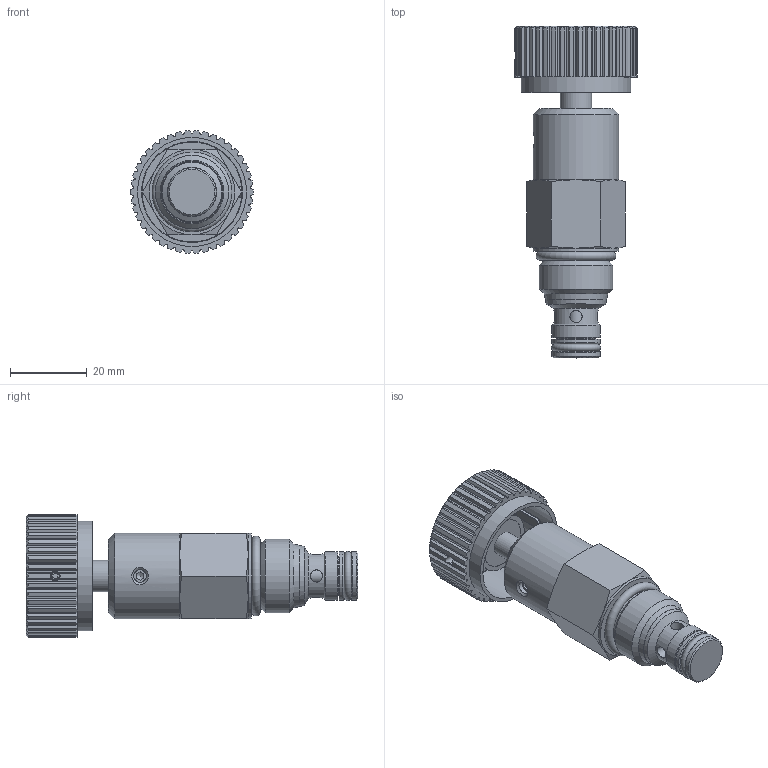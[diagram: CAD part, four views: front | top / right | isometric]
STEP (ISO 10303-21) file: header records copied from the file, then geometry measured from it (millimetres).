
FILE_DESCRIPTION((''),'2;1');
FILE_NAME('dmo-080-2ncsp-n_10136-28_RI.stp','2012-07-13T15:37:22',('mmartin'),(''),'Autodesk Inventor 2010','Autodesk Inventor 2010','');
FILE_SCHEMA(('AUTOMOTIVE_DESIGN { 1 0 10303 214 1 1 1 1 }'));
Length unit declared in the file: inch
Products named in the file (1): 10136-28_Shrinkwrap
Bounding box: 31.95 x 86.37 x 31.93 mm (x, y, z)
Volume: 27063.9 mm3; surface area: 11122.1 mm2
Topology: 5 solids, 5 shells, 343 faces, 932 edges, 603 vertices
Faces by surface type: cylinder 131, plane 125, cone 68, bspline 12, torus 7
Full cylindrical faces by diameter (mm): 1.981 x1, 2.438 x1, 2.489 x2, 2.769 x1, 3.175 x4, 3.962 x1, 6.325 x1, 8.153 x1, 9.83 x2, 9.906 x1, 11.506 x1, 12.598 x2, 12.7 x1, 13.335 x1, 15.875 x1, 16.764 x2, 19.05 x1, 22.225 x2, 26.289 x1, 28.397 x1
Entity records: 11479 total; most frequent: CARTESIAN_POINT 3014, ORIENTED_EDGE 1708, DIRECTION 1684, EDGE_CURVE 854, AXIS2_PLACEMENT_3D 646, VERTEX_POINT 581, EDGE_LOOP 417, VECTOR 392
